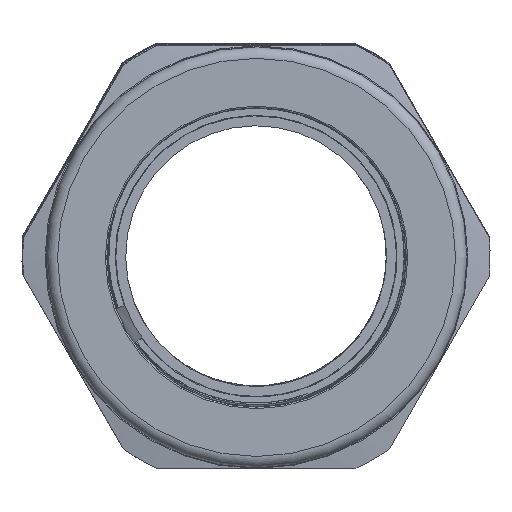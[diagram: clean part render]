
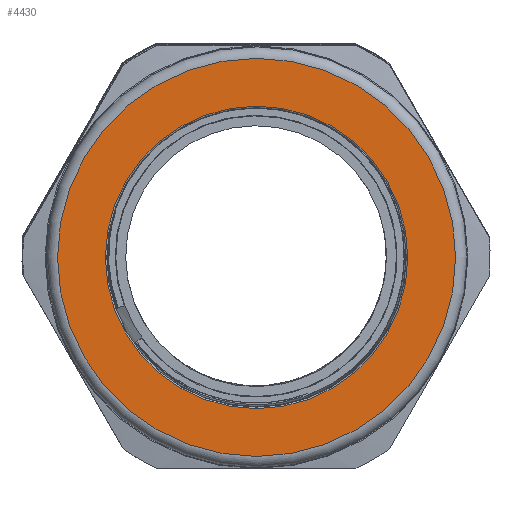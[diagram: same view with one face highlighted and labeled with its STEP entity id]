
A CAD part, left-side view. The second image highlights one B-rep face of the part: STEP entity #4430.
In plain terms, the highlighted face is planar.
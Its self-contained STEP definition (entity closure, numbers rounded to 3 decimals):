
#768=PLANE('',#4913);
#838=FACE_BOUND('',#1356,.T.);
#1016=FACE_OUTER_BOUND('',#1355,.T.);
#1355=EDGE_LOOP('',(#3408));
#1356=EDGE_LOOP('',(#3409));
#1747=CIRCLE('',#4912,30.405);
#1748=CIRCLE('',#4914,40.02);
#2125=VERTEX_POINT('',#13679);
#2126=VERTEX_POINT('',#13682);
#2613=EDGE_CURVE('',#2125,#2125,#1747,.T.);
#2614=EDGE_CURVE('',#2126,#2126,#1748,.T.);
#3408=ORIENTED_EDGE('',*,*,#2614,.F.);
#3409=ORIENTED_EDGE('',*,*,#2613,.T.);
#4430=ADVANCED_FACE('',(#1016,#838),#768,.T.);
#4912=AXIS2_PLACEMENT_3D('',#13680,#5662,#5663);
#4913=AXIS2_PLACEMENT_3D('',#13681,#5664,#5665);
#4914=AXIS2_PLACEMENT_3D('',#13683,#5666,#5667);
#5662=DIRECTION('center_axis',(1.,0.,0.));
#5663=DIRECTION('ref_axis',(0.,0.,-1.));
#5664=DIRECTION('center_axis',(-1.,0.,0.));
#5665=DIRECTION('ref_axis',(0.,0.,1.));
#5666=DIRECTION('center_axis',(1.,0.,0.));
#5667=DIRECTION('ref_axis',(0.,0.,-1.));
#13679=CARTESIAN_POINT('',(-28.15,30.405,0.));
#13680=CARTESIAN_POINT('Origin',(-28.15,0.,0.));
#13681=CARTESIAN_POINT('Origin',(-28.15,40.02,0.));
#13682=CARTESIAN_POINT('',(-28.15,40.02,0.));
#13683=CARTESIAN_POINT('Origin',(-28.15,0.,0.));
